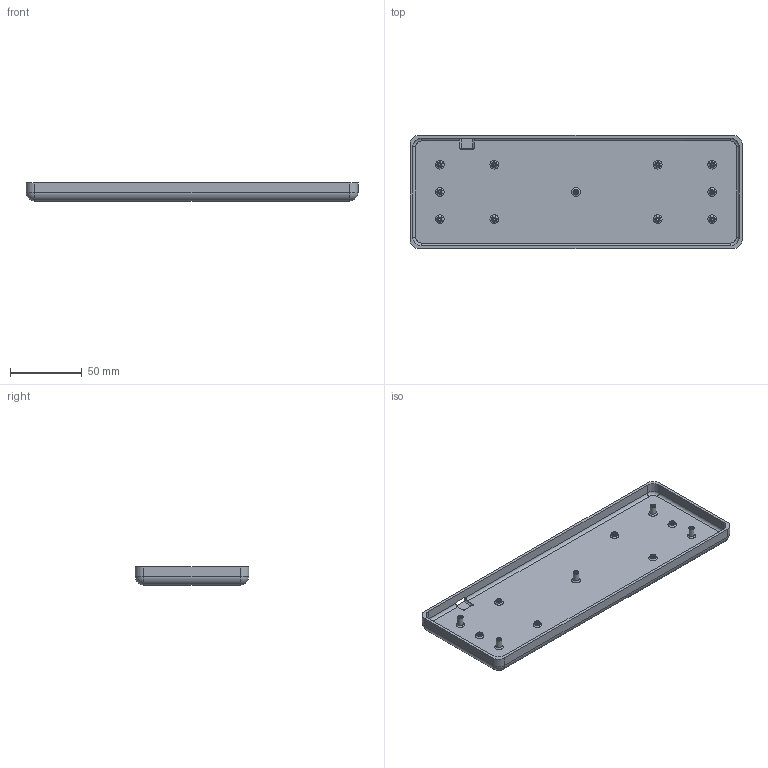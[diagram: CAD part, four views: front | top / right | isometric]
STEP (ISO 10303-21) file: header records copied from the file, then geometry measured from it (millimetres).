
FILE_DESCRIPTION(/* description */ (''),/* implementation_level */ '2;1');
FILE_NAME(/* name */ 'd84cc434-b1ec-4946-9ed8-97f388f81204.stp',/* time_stamp */ '2019-04-30T12:32:21+00:00',/* author */ (''),/* organization */ (''),/* preprocessor_version */ 'ST-DEVELOPER v18',/* originating_system */ 'Autodesk Translation Framework v8.2.0.1029',/* authorisation */ '');
FILE_SCHEMA (('AUTOMOTIVE_DESIGN { 1 0 10303 214 3 1 1 }'));
Length unit declared in the file: millimetre
Products named in the file (1): lowShark
Bounding box: 231.6 x 79.2 x 12.61 mm (x, y, z)
Volume: 80060.2 mm3; surface area: 48003.7 mm2
Topology: 1 solids, 1 shells, 116 faces, 297 edges, 193 vertices
Faces by surface type: cylinder 46, plane 27, torus 26, cone 11, sphere 6
Full cylindrical faces by diameter (mm): 1.623 x11, 4 x11
Entity records: 3601 total; most frequent: DIRECTION 698, CARTESIAN_POINT 626, ORIENTED_EDGE 572, AXIS2_PLACEMENT_3D 301, EDGE_CURVE 286, VERTEX_POINT 193, CIRCLE 184, EDGE_LOOP 139
